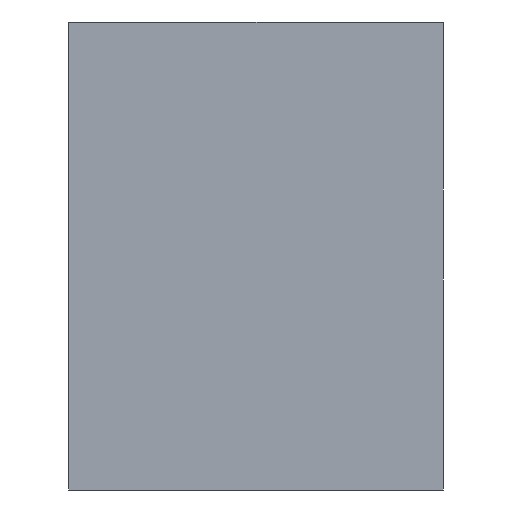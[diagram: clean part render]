
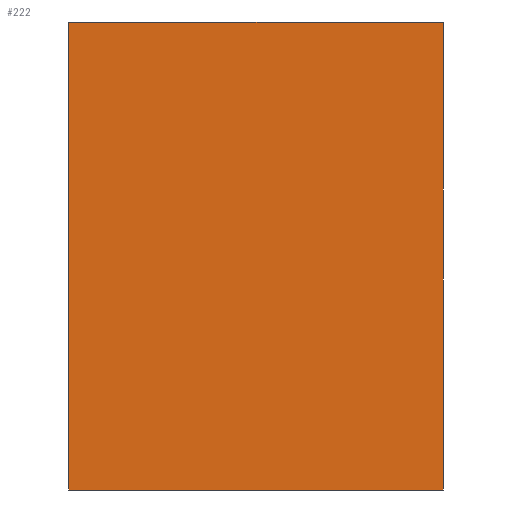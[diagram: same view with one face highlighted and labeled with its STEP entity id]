
A CAD part, left-side view. The second image highlights one B-rep face of the part: STEP entity #222.
In plain terms, the highlighted planar face has unit normal (-1, 0, 0).
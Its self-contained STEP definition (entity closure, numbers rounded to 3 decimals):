
#25=PLANE('',#260);
#39=FACE_OUTER_BOUND('',#54,.T.);
#54=EDGE_LOOP('',(#179,#180,#181,#182));
#71=LINE('',#370,#88);
#72=LINE('',#372,#89);
#73=LINE('',#374,#90);
#74=LINE('',#375,#91);
#88=VECTOR('',#311,10.);
#89=VECTOR('',#312,10.);
#90=VECTOR('',#313,10.);
#91=VECTOR('',#314,10.);
#120=VERTEX_POINT('',#368);
#121=VERTEX_POINT('',#369);
#122=VERTEX_POINT('',#371);
#123=VERTEX_POINT('',#373);
#143=EDGE_CURVE('',#120,#121,#71,.T.);
#144=EDGE_CURVE('',#120,#122,#72,.T.);
#145=EDGE_CURVE('',#123,#122,#73,.T.);
#146=EDGE_CURVE('',#121,#123,#74,.T.);
#179=ORIENTED_EDGE('',*,*,#143,.F.);
#180=ORIENTED_EDGE('',*,*,#144,.T.);
#181=ORIENTED_EDGE('',*,*,#145,.F.);
#182=ORIENTED_EDGE('',*,*,#146,.F.);
#222=ADVANCED_FACE('',(#39),#25,.T.);
#260=AXIS2_PLACEMENT_3D('',#367,#309,#310);
#309=DIRECTION('center_axis',(-1.,0.,0.));
#310=DIRECTION('ref_axis',(0.,0.,1.));
#311=DIRECTION('',(0.,0.,-1.));
#312=DIRECTION('',(0.,1.,0.));
#313=DIRECTION('',(0.,0.,1.));
#314=DIRECTION('',(0.,1.,0.));
#367=CARTESIAN_POINT('Origin',(0.,0.,0.));
#368=CARTESIAN_POINT('',(0.,0.,10.));
#369=CARTESIAN_POINT('',(0.,0.,0.));
#370=CARTESIAN_POINT('',(0.,0.,10.));
#371=CARTESIAN_POINT('',(0.,8.,10.));
#372=CARTESIAN_POINT('',(0.,0.,10.));
#373=CARTESIAN_POINT('',(0.,8.,0.));
#374=CARTESIAN_POINT('',(0.,8.,10.));
#375=CARTESIAN_POINT('',(0.,0.,0.));
